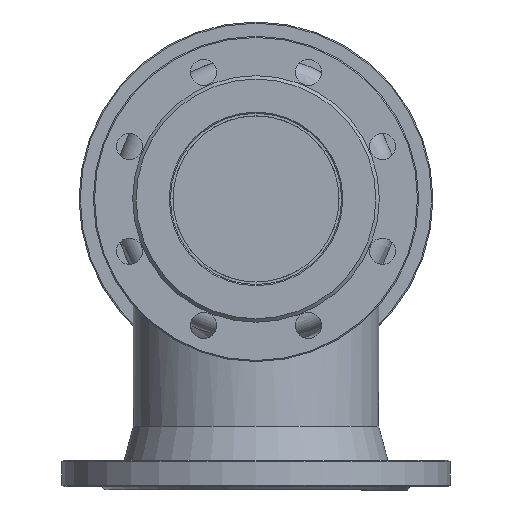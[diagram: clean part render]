
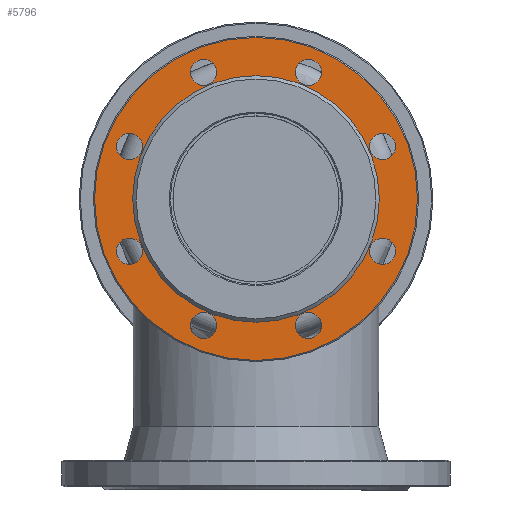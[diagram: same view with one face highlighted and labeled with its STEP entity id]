
A CAD part, front view. The second image highlights one B-rep face of the part: STEP entity #5796.
In plain terms, the highlighted planar face has unit normal (0, -1, 0).
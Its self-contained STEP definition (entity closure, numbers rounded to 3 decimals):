
#386=FACE_BOUND('',#1155,.T.);
#387=FACE_BOUND('',#1156,.T.);
#388=FACE_BOUND('',#1157,.T.);
#389=FACE_BOUND('',#1158,.T.);
#390=FACE_BOUND('',#1159,.T.);
#391=FACE_BOUND('',#1160,.T.);
#392=FACE_BOUND('',#1161,.T.);
#393=FACE_BOUND('',#1162,.T.);
#394=FACE_BOUND('',#1163,.T.);
#512=PLANE('',#6471);
#749=FACE_OUTER_BOUND('',#1154,.T.);
#1154=EDGE_LOOP('',(#4447));
#1155=EDGE_LOOP('',(#4448));
#1156=EDGE_LOOP('',(#4449));
#1157=EDGE_LOOP('',(#4450));
#1158=EDGE_LOOP('',(#4451));
#1159=EDGE_LOOP('',(#4452));
#1160=EDGE_LOOP('',(#4453));
#1161=EDGE_LOOP('',(#4454));
#1162=EDGE_LOOP('',(#4455));
#1163=EDGE_LOOP('',(#4456));
#1570=CIRCLE('',#6469,108.);
#1572=CIRCLE('',#6472,141.5);
#1573=CIRCLE('',#6473,11.5);
#1574=CIRCLE('',#6474,11.5);
#1575=CIRCLE('',#6475,11.5);
#1576=CIRCLE('',#6476,11.5);
#1577=CIRCLE('',#6477,11.5);
#1578=CIRCLE('',#6478,11.5);
#1579=CIRCLE('',#6479,11.5);
#1580=CIRCLE('',#6480,11.5);
#2690=VERTEX_POINT('',#10847);
#2692=VERTEX_POINT('',#10853);
#2693=VERTEX_POINT('',#10855);
#2694=VERTEX_POINT('',#10857);
#2695=VERTEX_POINT('',#10859);
#2696=VERTEX_POINT('',#10861);
#2697=VERTEX_POINT('',#10863);
#2698=VERTEX_POINT('',#10865);
#2699=VERTEX_POINT('',#10867);
#2700=VERTEX_POINT('',#10869);
#3320=EDGE_CURVE('',#2690,#2690,#1570,.T.);
#3323=EDGE_CURVE('',#2692,#2692,#1572,.T.);
#3324=EDGE_CURVE('',#2693,#2693,#1573,.T.);
#3325=EDGE_CURVE('',#2694,#2694,#1574,.T.);
#3326=EDGE_CURVE('',#2695,#2695,#1575,.T.);
#3327=EDGE_CURVE('',#2696,#2696,#1576,.T.);
#3328=EDGE_CURVE('',#2697,#2697,#1577,.T.);
#3329=EDGE_CURVE('',#2698,#2698,#1578,.T.);
#3330=EDGE_CURVE('',#2699,#2699,#1579,.T.);
#3331=EDGE_CURVE('',#2700,#2700,#1580,.T.);
#4447=ORIENTED_EDGE('',*,*,#3323,.F.);
#4448=ORIENTED_EDGE('',*,*,#3324,.F.);
#4449=ORIENTED_EDGE('',*,*,#3325,.F.);
#4450=ORIENTED_EDGE('',*,*,#3326,.F.);
#4451=ORIENTED_EDGE('',*,*,#3327,.F.);
#4452=ORIENTED_EDGE('',*,*,#3328,.F.);
#4453=ORIENTED_EDGE('',*,*,#3329,.F.);
#4454=ORIENTED_EDGE('',*,*,#3330,.F.);
#4455=ORIENTED_EDGE('',*,*,#3331,.F.);
#4456=ORIENTED_EDGE('',*,*,#3320,.F.);
#5796=ADVANCED_FACE('',(#749,#386,#387,#388,#389,#390,#391,#392,#393,#394),
#512,.F.);
#6469=AXIS2_PLACEMENT_3D('',#10848,#7569,#7570);
#6471=AXIS2_PLACEMENT_3D('',#10852,#7574,#7575);
#6472=AXIS2_PLACEMENT_3D('',#10854,#7576,#7577);
#6473=AXIS2_PLACEMENT_3D('',#10856,#7578,#7579);
#6474=AXIS2_PLACEMENT_3D('',#10858,#7580,#7581);
#6475=AXIS2_PLACEMENT_3D('',#10860,#7582,#7583);
#6476=AXIS2_PLACEMENT_3D('',#10862,#7584,#7585);
#6477=AXIS2_PLACEMENT_3D('',#10864,#7586,#7587);
#6478=AXIS2_PLACEMENT_3D('',#10866,#7588,#7589);
#6479=AXIS2_PLACEMENT_3D('',#10868,#7590,#7591);
#6480=AXIS2_PLACEMENT_3D('',#10870,#7592,#7593);
#7569=DIRECTION('center_axis',(0.,-1.,0.));
#7570=DIRECTION('ref_axis',(1.,0.,0.));
#7574=DIRECTION('center_axis',(0.,1.,0.));
#7575=DIRECTION('ref_axis',(0.,0.,1.));
#7576=DIRECTION('center_axis',(0.,1.,0.));
#7577=DIRECTION('ref_axis',(-1.,0.,0.));
#7578=DIRECTION('center_axis',(0.,-1.,0.));
#7579=DIRECTION('ref_axis',(-1.,0.,0.));
#7580=DIRECTION('center_axis',(0.,-1.,0.));
#7581=DIRECTION('ref_axis',(-1.,0.,0.));
#7582=DIRECTION('center_axis',(0.,-1.,0.));
#7583=DIRECTION('ref_axis',(-1.,0.,0.));
#7584=DIRECTION('center_axis',(0.,-1.,0.));
#7585=DIRECTION('ref_axis',(-1.,0.,0.));
#7586=DIRECTION('center_axis',(0.,-1.,0.));
#7587=DIRECTION('ref_axis',(-1.,0.,0.));
#7588=DIRECTION('center_axis',(0.,-1.,0.));
#7589=DIRECTION('ref_axis',(-1.,0.,0.));
#7590=DIRECTION('center_axis',(0.,-1.,0.));
#7591=DIRECTION('ref_axis',(-1.,0.,0.));
#7592=DIRECTION('center_axis',(0.,-1.,0.));
#7593=DIRECTION('ref_axis',(-1.,0.,0.));
#10847=CARTESIAN_POINT('',(-108.,3.,0.));
#10848=CARTESIAN_POINT('Origin',(0.,3.,0.));
#10852=CARTESIAN_POINT('Origin',(0.,3.,0.));
#10853=CARTESIAN_POINT('',(141.5,3.,0.));
#10854=CARTESIAN_POINT('Origin',(0.,3.,0.));
#10855=CARTESIAN_POINT('',(-34.422,3.,110.866));
#10856=CARTESIAN_POINT('Origin',(-45.922,3.,110.866));
#10857=CARTESIAN_POINT('',(-99.366,3.,45.922));
#10858=CARTESIAN_POINT('Origin',(-110.866,3.,45.922));
#10859=CARTESIAN_POINT('',(-99.366,3.,-45.922));
#10860=CARTESIAN_POINT('Origin',(-110.866,3.,-45.922));
#10861=CARTESIAN_POINT('',(-34.422,3.,-110.866));
#10862=CARTESIAN_POINT('Origin',(-45.922,3.,-110.866));
#10863=CARTESIAN_POINT('',(57.422,3.,-110.866));
#10864=CARTESIAN_POINT('Origin',(45.922,3.,-110.866));
#10865=CARTESIAN_POINT('',(122.366,3.,-45.922));
#10866=CARTESIAN_POINT('Origin',(110.866,3.,-45.922));
#10867=CARTESIAN_POINT('',(122.366,3.,45.922));
#10868=CARTESIAN_POINT('Origin',(110.866,3.,45.922));
#10869=CARTESIAN_POINT('',(57.422,3.,110.866));
#10870=CARTESIAN_POINT('Origin',(45.922,3.,110.866));
